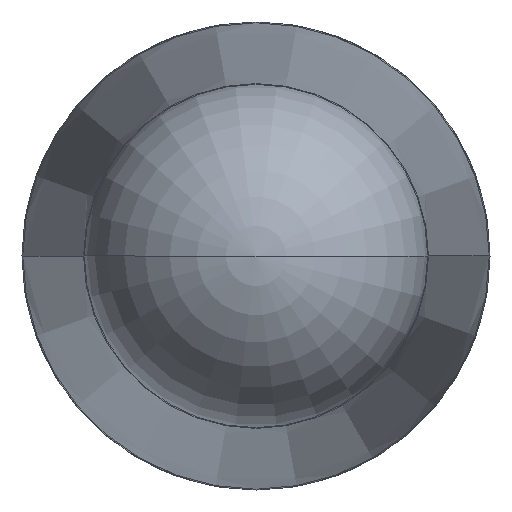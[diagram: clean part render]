
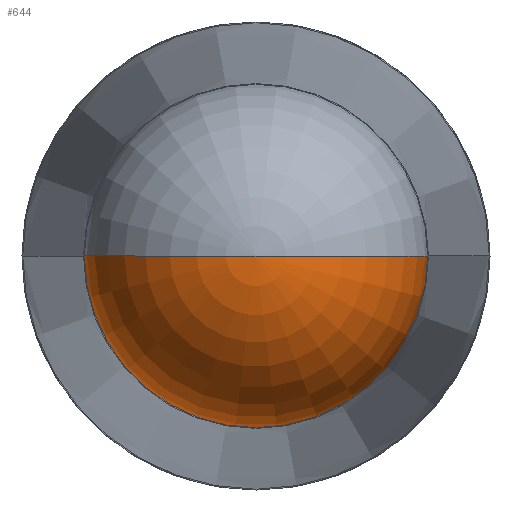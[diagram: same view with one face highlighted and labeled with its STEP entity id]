
A CAD part, left-side view. The second image highlights one B-rep face of the part: STEP entity #644.
In plain terms, the highlighted toroidal (fillet/blend) face has major radius 0.133 mm and minor radius 4.083 mm.
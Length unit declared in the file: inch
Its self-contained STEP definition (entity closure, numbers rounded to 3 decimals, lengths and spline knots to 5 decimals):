
#8 = CARTESIAN_POINT ( 'NONE',  ( -1.88933, 0., 0. ) ) ;
#19 = EDGE_CURVE ( 'NONE', #330, #123, #432, .T. ) ;
#85 = DIRECTION ( 'NONE',  ( 0., -1., 0. ) ) ;
#87 = CARTESIAN_POINT ( 'NONE',  ( -1.88933, 0.15551, 0. ) ) ;
#92 = DIRECTION ( 'NONE',  ( -1., 0., 0. ) ) ;
#117 = EDGE_CURVE ( 'NONE', #470, #330, #612, .T. ) ;
#123 = VERTEX_POINT ( 'NONE', #696 ) ;
#147 = DIRECTION ( 'NONE',  ( -1., 0., 0. ) ) ;
#191 = EDGE_LOOP ( 'NONE', ( #599, #463, #739 ) ) ;
#211 = AXIS2_PLACEMENT_3D ( 'NONE', #619, #269, #550 ) ;
#269 = DIRECTION ( 'NONE',  ( 0., 0., 1. ) ) ;
#270 = CARTESIAN_POINT ( 'NONE',  ( -1.88933, -0.15551, 0. ) ) ;
#287 = FACE_OUTER_BOUND ( 'NONE', #191, .T. ) ;
#310 = AXIS2_PLACEMENT_3D ( 'NONE', #8, #147, #823 ) ;
#330 = VERTEX_POINT ( 'NONE', #270 ) ;
#432 = CIRCLE ( 'NONE', #514, 0.16076 ) ;
#463 = ORIENTED_EDGE ( 'NONE', *, *, #117, .T. ) ;
#469 = DIRECTION ( 'NONE',  ( 0., 0., -1. ) ) ;
#470 = VERTEX_POINT ( 'NONE', #87 ) ;
#514 = AXIS2_PLACEMENT_3D ( 'NONE', #608, #469, #663 ) ;
#550 = DIRECTION ( 'NONE',  ( 0., -1., 0. ) ) ;
#599 = ORIENTED_EDGE ( 'NONE', *, *, #786, .F. ) ;
#608 = CARTESIAN_POINT ( 'NONE',  ( -1.88933, 0.00525, 0. ) ) ;
#612 = CIRCLE ( 'NONE', #645, 0.15551 ) ;
#619 = CARTESIAN_POINT ( 'NONE',  ( -1.88933, -0.00525, 0. ) ) ;
#644 = ADVANCED_FACE ( 'NONE', ( #287 ), #711, .T. ) ;
#645 = AXIS2_PLACEMENT_3D ( 'NONE', #652, #92, #85 ) ;
#652 = CARTESIAN_POINT ( 'NONE',  ( -1.88933, 0., 0. ) ) ;
#663 = DIRECTION ( 'NONE',  ( -1., 0., 0. ) ) ;
#679 = CIRCLE ( 'NONE', #211, 0.16076 ) ;
#696 = CARTESIAN_POINT ( 'NONE',  ( -2.05, 0., 0. ) ) ;
#711 = TOROIDAL_SURFACE ( 'NONE', #310, -0.00525, 0.16076 ) ;
#739 = ORIENTED_EDGE ( 'NONE', *, *, #19, .T. ) ;
#786 = EDGE_CURVE ( 'NONE', #470, #123, #679, .T. ) ;
#823 = DIRECTION ( 'NONE',  ( 0., -1., 0. ) ) ;
